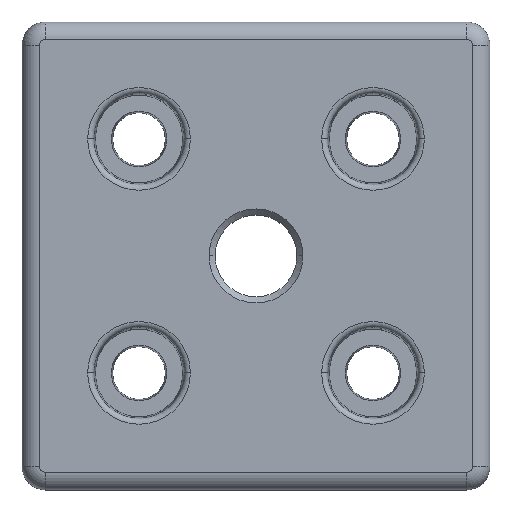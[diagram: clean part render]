
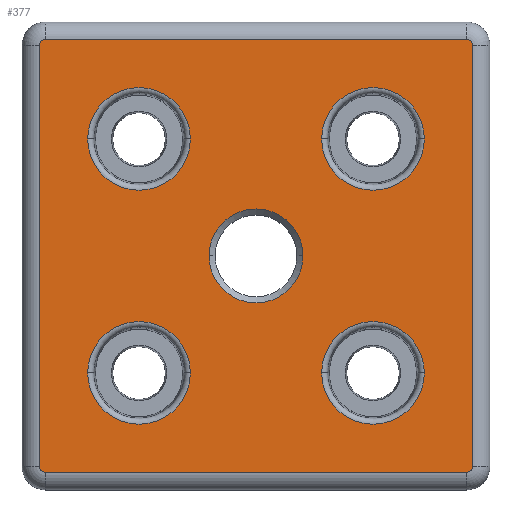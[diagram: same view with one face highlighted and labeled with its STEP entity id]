
A CAD part, top view. The second image highlights one B-rep face of the part: STEP entity #377.
In plain terms, the highlighted planar face has unit normal (0, 0, 1).
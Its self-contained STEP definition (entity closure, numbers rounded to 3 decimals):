
#377=ADVANCED_FACE('NONE',(#940,#941,#942,#943,#944,#945),#946,.T.);
#940=FACE_OUTER_BOUND('',#1708,.T.);
#941=FACE_BOUND('',#1709,.T.);
#942=FACE_BOUND('',#1710,.T.);
#943=FACE_BOUND('',#1711,.T.);
#944=FACE_BOUND('',#1712,.T.);
#945=FACE_BOUND('',#1713,.T.);
#946=PLANE('',#1714);
#1708=EDGE_LOOP('',(#3641,#3642,#3643,#3644,#3645,#3646,#3647,#3648));
#1709=EDGE_LOOP('',(#3649,#3650));
#1710=EDGE_LOOP('',(#3651,#3652));
#1711=EDGE_LOOP('',(#3653,#3654));
#1712=EDGE_LOOP('',(#3655,#3656));
#1713=EDGE_LOOP('',(#3657,#3658));
#1714=AXIS2_PLACEMENT_3D('',#3659,#3660,#3661);
#3641=ORIENTED_EDGE('',*,*,#5449,.T.);
#3642=ORIENTED_EDGE('',*,*,#5450,.T.);
#3643=ORIENTED_EDGE('',*,*,#5451,.T.);
#3644=ORIENTED_EDGE('',*,*,#5452,.T.);
#3645=ORIENTED_EDGE('',*,*,#5453,.T.);
#3646=ORIENTED_EDGE('',*,*,#5454,.T.);
#3647=ORIENTED_EDGE('',*,*,#5455,.T.);
#3648=ORIENTED_EDGE('',*,*,#5456,.T.);
#3649=ORIENTED_EDGE('',*,*,#5457,.F.);
#3650=ORIENTED_EDGE('',*,*,#5274,.F.);
#3651=ORIENTED_EDGE('',*,*,#5458,.T.);
#3652=ORIENTED_EDGE('',*,*,#5372,.T.);
#3653=ORIENTED_EDGE('',*,*,#5459,.T.);
#3654=ORIENTED_EDGE('',*,*,#5367,.T.);
#3655=ORIENTED_EDGE('',*,*,#5460,.T.);
#3656=ORIENTED_EDGE('',*,*,#5362,.T.);
#3657=ORIENTED_EDGE('',*,*,#5461,.T.);
#3658=ORIENTED_EDGE('',*,*,#5357,.T.);
#3659=CARTESIAN_POINT('',(-40.0,40.0,16.0));
#3660=DIRECTION('',(0.0,0.0,1.0));
#3661=DIRECTION('',(1.0,-0.0,0.0));
#5274=EDGE_CURVE('NONE',#6116,#6118,#6119,.T.);
#5357=EDGE_CURVE('NONE',#6257,#6258,#6259,.T.);
#5362=EDGE_CURVE('NONE',#6266,#6267,#6268,.T.);
#5367=EDGE_CURVE('NONE',#6275,#6276,#6277,.T.);
#5372=EDGE_CURVE('NONE',#6284,#6285,#6286,.T.);
#5449=EDGE_CURVE('NONE',#6405,#6406,#6407,.T.);
#5450=EDGE_CURVE('NONE',#6406,#6408,#6409,.T.);
#5451=EDGE_CURVE('NONE',#6408,#6410,#6411,.T.);
#5452=EDGE_CURVE('NONE',#6410,#6412,#6413,.T.);
#5453=EDGE_CURVE('NONE',#6412,#6414,#6415,.T.);
#5454=EDGE_CURVE('NONE',#6414,#6416,#6417,.T.);
#5455=EDGE_CURVE('NONE',#6416,#6418,#6419,.T.);
#5456=EDGE_CURVE('NONE',#6418,#6405,#6420,.T.);
#5457=EDGE_CURVE('NONE',#6118,#6116,#6421,.T.);
#5458=EDGE_CURVE('NONE',#6285,#6284,#6422,.T.);
#5459=EDGE_CURVE('NONE',#6276,#6275,#6423,.T.);
#5460=EDGE_CURVE('NONE',#6267,#6266,#6424,.T.);
#5461=EDGE_CURVE('NONE',#6258,#6257,#6425,.T.);
#6116=VERTEX_POINT('NONE',#7297);
#6118=VERTEX_POINT('NONE',#7300);
#6119=CIRCLE('',#7301,8.025);
#6257=VERTEX_POINT('NONE',#7510);
#6258=VERTEX_POINT('NONE',#7511);
#6259=CIRCLE('',#7512,8.781);
#6266=VERTEX_POINT('NONE',#7519);
#6267=VERTEX_POINT('NONE',#7520);
#6268=CIRCLE('',#7521,8.781);
#6275=VERTEX_POINT('NONE',#7528);
#6276=VERTEX_POINT('NONE',#7529);
#6277=CIRCLE('',#7530,8.781);
#6284=VERTEX_POINT('NONE',#7537);
#6285=VERTEX_POINT('NONE',#7538);
#6286=CIRCLE('',#7539,8.781);
#6405=VERTEX_POINT('NONE',#7690);
#6406=VERTEX_POINT('NONE',#7691);
#6407=CIRCLE('',#7692,1.0);
#6408=VERTEX_POINT('NONE',#7693);
#6409=LINE('',#7694,#7695);
#6410=VERTEX_POINT('NONE',#7696);
#6411=CIRCLE('',#7697,1.0);
#6412=VERTEX_POINT('NONE',#7698);
#6413=LINE('',#7699,#7700);
#6414=VERTEX_POINT('NONE',#7701);
#6415=CIRCLE('',#7702,1.0);
#6416=VERTEX_POINT('NONE',#7703);
#6417=LINE('',#7704,#7705);
#6418=VERTEX_POINT('NONE',#7706);
#6419=CIRCLE('',#7707,1.0);
#6420=LINE('',#7708,#7709);
#6421=CIRCLE('',#7710,8.025);
#6422=CIRCLE('',#7711,8.781);
#6423=CIRCLE('',#7712,8.781);
#6424=CIRCLE('',#7713,8.781);
#6425=CIRCLE('',#7714,8.781);
#7297=CARTESIAN_POINT('',(-8.025,0.,16.0));
#7300=CARTESIAN_POINT('',(8.025,0.0,16.0));
#7301=AXIS2_PLACEMENT_3D('',#9312,#9313,#9314);
#7510=CARTESIAN_POINT('',(11.219,20.0,16.0));
#7511=CARTESIAN_POINT('',(28.781,20.0,16.0));
#7512=AXIS2_PLACEMENT_3D('',#9454,#9455,#9456);
#7519=CARTESIAN_POINT('',(11.219,-20.0,16.0));
#7520=CARTESIAN_POINT('',(28.781,-20.0,16.0));
#7521=AXIS2_PLACEMENT_3D('',#9466,#9467,#9468);
#7528=CARTESIAN_POINT('',(-28.781,20.0,16.0));
#7529=CARTESIAN_POINT('',(-11.219,20.0,16.0));
#7530=AXIS2_PLACEMENT_3D('',#9478,#9479,#9480);
#7537=CARTESIAN_POINT('',(-28.781,-20.0,16.0));
#7538=CARTESIAN_POINT('',(-11.219,-20.0,16.0));
#7539=AXIS2_PLACEMENT_3D('',#9490,#9491,#9492);
#7690=CARTESIAN_POINT('',(-36.0,37.0,16.0));
#7691=CARTESIAN_POINT('',(-37.0,36.0,16.0));
#7692=AXIS2_PLACEMENT_3D('',#9606,#9607,#9608);
#7693=CARTESIAN_POINT('',(-37.0,-36.0,16.0));
#7694=CARTESIAN_POINT('',(-37.0,-36.0,16.0));
#7695=VECTOR('',#9609,1000.0);
#7696=CARTESIAN_POINT('',(-36.0,-37.0,16.0));
#7697=AXIS2_PLACEMENT_3D('',#9610,#9611,#9612);
#7698=CARTESIAN_POINT('',(36.0,-37.0,16.0));
#7699=CARTESIAN_POINT('',(36.0,-37.0,16.0));
#7700=VECTOR('',#9613,1000.0);
#7701=CARTESIAN_POINT('',(37.0,-36.0,16.0));
#7702=AXIS2_PLACEMENT_3D('',#9614,#9615,#9616);
#7703=CARTESIAN_POINT('',(37.0,36.0,16.0));
#7704=CARTESIAN_POINT('',(37.0,36.0,16.0));
#7705=VECTOR('',#9617,1000.0);
#7706=CARTESIAN_POINT('',(36.0,37.0,16.0));
#7707=AXIS2_PLACEMENT_3D('',#9618,#9619,#9620);
#7708=CARTESIAN_POINT('',(-36.0,37.0,16.0));
#7709=VECTOR('',#9621,1000.0);
#7710=AXIS2_PLACEMENT_3D('',#9622,#9623,#9624);
#7711=AXIS2_PLACEMENT_3D('',#9625,#9626,#9627);
#7712=AXIS2_PLACEMENT_3D('',#9628,#9629,#9630);
#7713=AXIS2_PLACEMENT_3D('',#9631,#9632,#9633);
#7714=AXIS2_PLACEMENT_3D('',#9634,#9635,#9636);
#9312=CARTESIAN_POINT('',(0.0,0.0,16.0));
#9313=DIRECTION('',(0.0,-0.0,1.0));
#9314=DIRECTION('',(1.0,0.0,0.0));
#9454=CARTESIAN_POINT('',(20.0,20.0,16.0));
#9455=DIRECTION('',(0.0,0.0,-1.0));
#9456=DIRECTION('',(1.0,0.0,0.0));
#9466=CARTESIAN_POINT('',(20.0,-20.0,16.0));
#9467=DIRECTION('',(0.0,0.0,-1.0));
#9468=DIRECTION('',(1.0,0.0,0.0));
#9478=CARTESIAN_POINT('',(-20.0,20.0,16.0));
#9479=DIRECTION('',(0.0,0.0,-1.0));
#9480=DIRECTION('',(1.0,0.0,0.0));
#9490=CARTESIAN_POINT('',(-20.0,-20.0,16.0));
#9491=DIRECTION('',(0.0,0.0,-1.0));
#9492=DIRECTION('',(1.0,0.0,0.0));
#9606=CARTESIAN_POINT('',(-36.0,36.0,16.0));
#9607=DIRECTION('',(0.0,0.0,1.0));
#9608=DIRECTION('',(1.0,0.0,0.0));
#9609=DIRECTION('',(0.0,-1.0,0.0));
#9610=CARTESIAN_POINT('',(-36.0,-36.0,16.0));
#9611=DIRECTION('',(0.0,0.0,1.0));
#9612=DIRECTION('',(1.0,0.0,0.0));
#9613=DIRECTION('',(1.0,0.,-0.0));
#9614=CARTESIAN_POINT('',(36.0,-36.0,16.0));
#9615=DIRECTION('',(0.0,0.0,1.0));
#9616=DIRECTION('',(1.0,0.0,0.0));
#9617=DIRECTION('',(0.,1.0,0.0));
#9618=CARTESIAN_POINT('',(36.0,36.0,16.0));
#9619=DIRECTION('',(0.0,0.0,1.0));
#9620=DIRECTION('',(1.0,0.0,0.0));
#9621=DIRECTION('',(-1.0,0.0,0.0));
#9622=CARTESIAN_POINT('',(0.0,0.0,16.0));
#9623=DIRECTION('',(0.0,-0.0,1.0));
#9624=DIRECTION('',(1.0,0.0,0.0));
#9625=CARTESIAN_POINT('',(-20.0,-20.0,16.0));
#9626=DIRECTION('',(0.0,0.0,-1.0));
#9627=DIRECTION('',(1.0,0.0,0.0));
#9628=CARTESIAN_POINT('',(-20.0,20.0,16.0));
#9629=DIRECTION('',(0.0,0.0,-1.0));
#9630=DIRECTION('',(1.0,0.0,0.0));
#9631=CARTESIAN_POINT('',(20.0,-20.0,16.0));
#9632=DIRECTION('',(0.0,0.0,-1.0));
#9633=DIRECTION('',(1.0,0.0,0.0));
#9634=CARTESIAN_POINT('',(20.0,20.0,16.0));
#9635=DIRECTION('',(0.0,0.0,-1.0));
#9636=DIRECTION('',(1.0,0.0,0.0));
